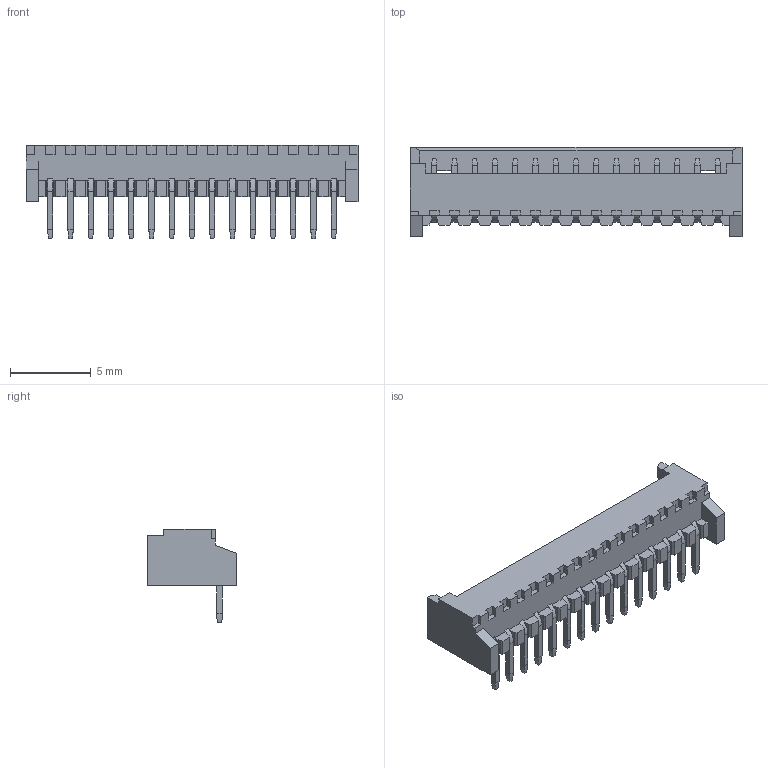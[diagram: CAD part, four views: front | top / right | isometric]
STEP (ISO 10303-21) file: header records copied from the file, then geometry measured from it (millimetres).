
FILE_DESCRIPTION((''),'2;1');
FILE_NAME('530481510','2019-04-30T',('gga'),(''),'PRO/ENGINEER BY PARAMETRIC TECHNOLOGY CORPORATION, 2016010','PRO/ENGINEER BY PARAMETRIC TECHNOLOGY CORPORATION, 2016010','');
FILE_SCHEMA(('CONFIG_CONTROL_DESIGN'));
Length unit declared in the file: millimetre
Products named in the file (1): 530481510
Bounding box: 20.5 x 5.5 x 5.8 mm (x, y, z)
Volume: 147.3 mm3; surface area: 563.5 mm2
Topology: 1 solids, 1 shells, 493 faces, 1332 edges, 856 vertices
Faces by surface type: plane 358, bspline 120, cylinder 15
Entity records: 18058 total; most frequent: CARTESIAN_POINT 6252, ORIENTED_EDGE 2604, DIRECTION 2020, EDGE_CURVE 1302, VECTOR 1152, LINE 1152, VERTEX_POINT 826, EDGE_LOOP 512
